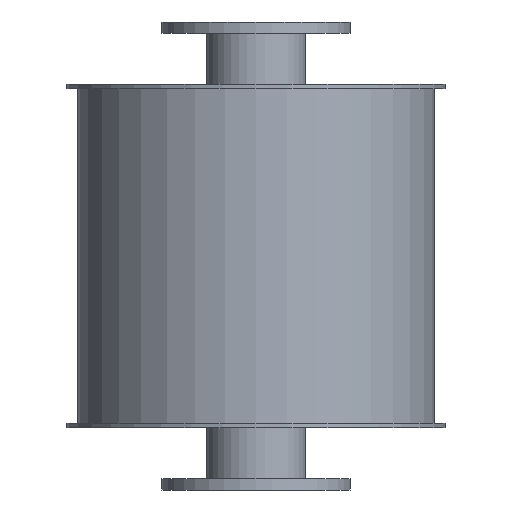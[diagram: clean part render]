
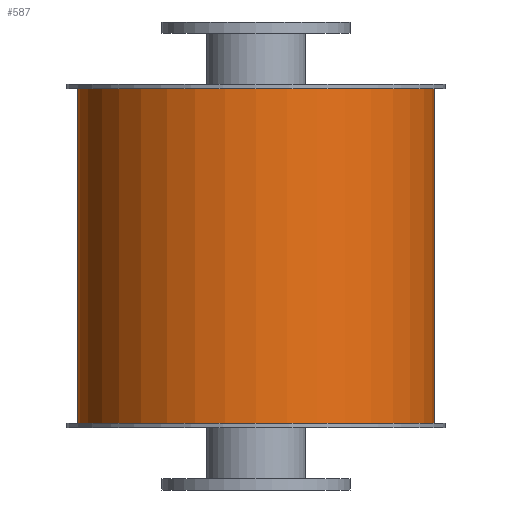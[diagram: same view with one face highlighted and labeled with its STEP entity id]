
A CAD part, front view. The second image highlights one B-rep face of the part: STEP entity #587.
In plain terms, the highlighted cylindrical face has radius 160 mm (diameter 320 mm), a full revolution.
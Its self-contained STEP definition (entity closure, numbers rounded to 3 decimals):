
#109=FACE_BOUND('',#255,.T.);
#153=FACE_OUTER_BOUND('',#254,.T.);
#254=EDGE_LOOP('',(#514));
#255=EDGE_LOOP('',(#515));
#310=CIRCLE('',#692,160.);
#311=CIRCLE('',#693,160.);
#362=VERTEX_POINT('',#1033);
#363=VERTEX_POINT('',#1035);
#414=EDGE_CURVE('',#362,#362,#310,.T.);
#415=EDGE_CURVE('',#363,#363,#311,.T.);
#514=ORIENTED_EDGE('',*,*,#414,.T.);
#515=ORIENTED_EDGE('',*,*,#415,.F.);
#545=CYLINDRICAL_SURFACE('',#691,160.);
#587=ADVANCED_FACE('',(#153,#109),#545,.T.);
#691=AXIS2_PLACEMENT_3D('',#1032,#880,#881);
#692=AXIS2_PLACEMENT_3D('',#1034,#882,#883);
#693=AXIS2_PLACEMENT_3D('',#1036,#884,#885);
#880=DIRECTION('center_axis',(0.,0.,1.));
#881=DIRECTION('ref_axis',(-1.,0.,0.));
#882=DIRECTION('center_axis',(0.,0.,-1.));
#883=DIRECTION('ref_axis',(-1.,0.,0.));
#884=DIRECTION('center_axis',(0.,0.,-1.));
#885=DIRECTION('ref_axis',(-1.,0.,0.));
#1032=CARTESIAN_POINT('Origin',(0.,0.,0.));
#1033=CARTESIAN_POINT('',(160.,0.,300.));
#1034=CARTESIAN_POINT('Origin',(0.,0.,300.));
#1035=CARTESIAN_POINT('',(160.,0.,0.));
#1036=CARTESIAN_POINT('Origin',(0.,0.,0.));
